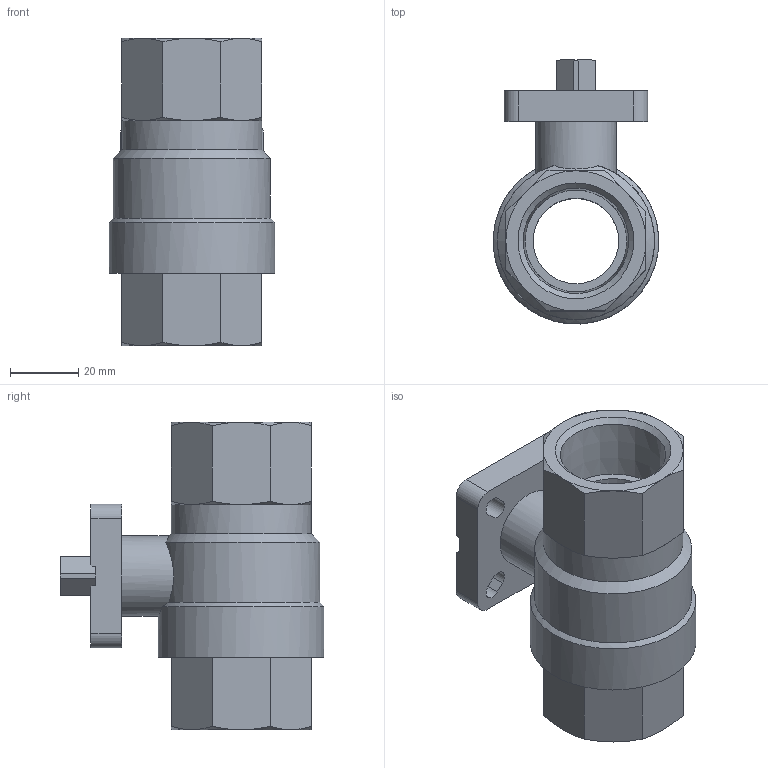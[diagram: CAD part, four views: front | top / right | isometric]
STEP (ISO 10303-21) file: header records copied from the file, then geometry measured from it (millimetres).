
FILE_DESCRIPTION(/* description */ ('STEP AP214'),/* implementation_level */ '2;1');
FILE_NAME(/* name */ '534306_VAPB-1-F-40-F0304',/* time_stamp */ '2024-09-16T08:24:22+02:00',/* author */ ('License CC BY-ND 4.0'),/* organization */ ('CADENAS'),/* preprocessor_version */ 'ST-DEVELOPER v19.3',/* originating_system */ 'PARTsolutions',/* authorisation */ ' ');
FILE_SCHEMA (('AUTOMOTIVE_DESIGN {1 0 10303 214 3 1 1}'));
Length unit declared in the file: millimetre
Products named in the file (1): 534306 VAPB-1-F-40-F0304
Bounding box: 48.46 x 77.22 x 90 mm (x, y, z)
Volume: 103305.6 mm3; surface area: 28562.6 mm2
Topology: 1 solids, 1 shells, 113 faces, 293 edges, 186 vertices
Faces by surface type: plane 61, cone 34, cylinder 18
Full cylindrical faces by diameter (mm): 3.242 x1, 23.5 x1, 25 x1, 41 x1, 48.5 x1
Entity records: 3429 total; most frequent: CARTESIAN_POINT 783, ORIENTED_EDGE 548, DIRECTION 508, EDGE_CURVE 274, AXIS2_PLACEMENT_3D 186, VERTEX_POINT 180, FACE_BOUND 140, EDGE_LOOP 139
